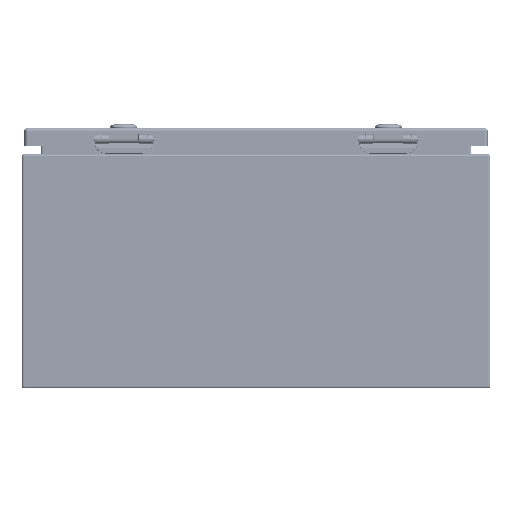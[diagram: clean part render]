
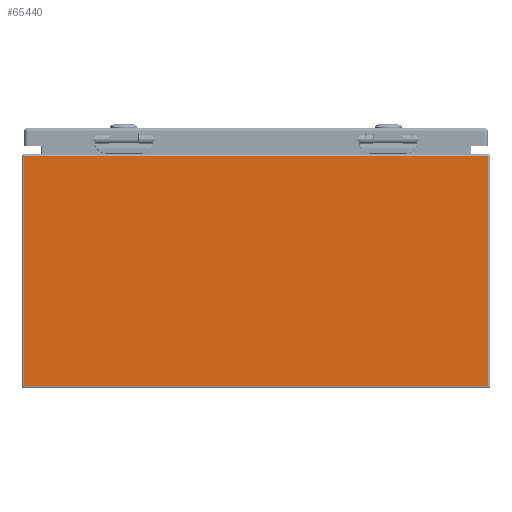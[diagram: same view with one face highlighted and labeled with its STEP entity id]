
A CAD part, left-side view. The second image highlights one B-rep face of the part: STEP entity #65440.
In plain terms, the highlighted planar face has unit normal (-1, 0, 0).
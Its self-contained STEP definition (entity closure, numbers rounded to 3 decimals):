
#6800=LINE('',#91835,#10750);
#6801=LINE('',#91842,#10751);
#6802=LINE('',#91844,#10752);
#6803=LINE('',#91845,#10753);
#10750=VECTOR('',#76223,0.394);
#10751=VECTOR('',#76232,0.394);
#10752=VECTOR('',#76233,0.394);
#10753=VECTOR('',#76234,0.394);
#15745=FACE_OUTER_BOUND('',#19809,.T.);
#19809=EDGE_LOOP('',(#43511,#43512,#43513,#43514));
#26574=VERTEX_POINT('',#91824);
#26577=VERTEX_POINT('',#91831);
#26580=VERTEX_POINT('',#91841);
#26581=VERTEX_POINT('',#91843);
#33085=EDGE_CURVE('',#26574,#26577,#6800,.T.);
#33088=EDGE_CURVE('',#26580,#26574,#6801,.T.);
#33089=EDGE_CURVE('',#26581,#26580,#6802,.T.);
#33090=EDGE_CURVE('',#26581,#26577,#6803,.T.);
#43511=ORIENTED_EDGE('',*,*,#33085,.F.);
#43512=ORIENTED_EDGE('',*,*,#33088,.F.);
#43513=ORIENTED_EDGE('',*,*,#33089,.F.);
#43514=ORIENTED_EDGE('',*,*,#33090,.T.);
#64025=PLANE('',#70361);
#65440=ADVANCED_FACE('',(#15745),#64025,.F.);
#70361=AXIS2_PLACEMENT_3D('',#91840,#76230,#76231);
#76223=DIRECTION('',(0.,0.,-1.));
#76230=DIRECTION('center_axis',(1.,0.,0.));
#76231=DIRECTION('ref_axis',(0.,0.,-1.));
#76232=DIRECTION('',(0.,-1.,0.));
#76233=DIRECTION('',(0.,0.,1.));
#76234=DIRECTION('',(0.,-1.,0.));
#91824=CARTESIAN_POINT('',(-10.,-9.916,9.916));
#91831=CARTESIAN_POINT('',(-10.,-9.916,0.084));
#91835=CARTESIAN_POINT('',(-10.,-9.916,9.916));
#91840=CARTESIAN_POINT('Origin',(-10.,-9.078,9.916));
#91841=CARTESIAN_POINT('',(-10.,9.916,9.916));
#91842=CARTESIAN_POINT('',(-10.,9.078,9.916));
#91843=CARTESIAN_POINT('',(-10.,9.916,0.084));
#91844=CARTESIAN_POINT('',(-10.,9.916,9.916));
#91845=CARTESIAN_POINT('',(-10.,0.,0.084));
